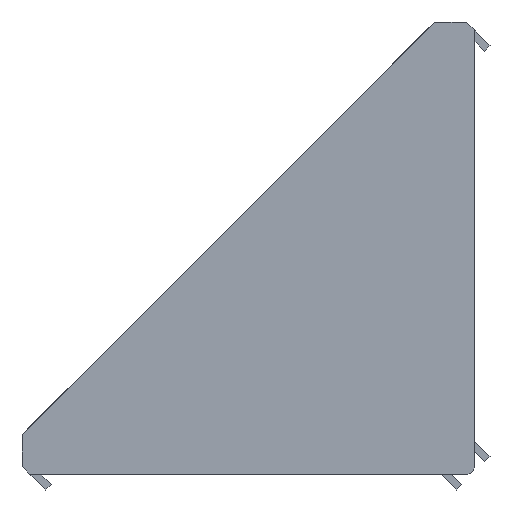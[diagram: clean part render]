
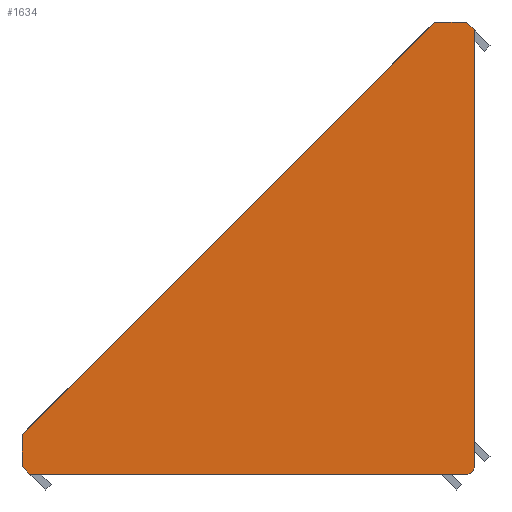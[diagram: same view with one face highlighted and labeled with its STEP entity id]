
A CAD part, left-side view. The second image highlights one B-rep face of the part: STEP entity #1634.
In plain terms, the highlighted planar face has unit normal (-1, 0, 0).
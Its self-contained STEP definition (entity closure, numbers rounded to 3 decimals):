
#32=CIRCLE('',#1760,1.);
#56=FACE_OUTER_BOUND('',#144,.T.);
#144=EDGE_LOOP('',(#1215,#1216,#1217,#1218,#1219,#1220,#1221,#1222));
#221=LINE('',#2271,#449);
#225=LINE('',#2280,#453);
#257=LINE('',#2357,#485);
#266=LINE('',#2373,#494);
#274=LINE('',#2387,#502);
#308=LINE('',#2453,#536);
#324=LINE('',#2483,#552);
#449=VECTOR('',#1852,1000.);
#453=VECTOR('',#1858,1000.);
#485=VECTOR('',#1908,1000.);
#494=VECTOR('',#1919,1000.);
#502=VECTOR('',#1931,1000.);
#536=VECTOR('',#1973,1000.);
#552=VECTOR('',#1993,1000.);
#677=VERTEX_POINT('',#2268);
#678=VERTEX_POINT('',#2270);
#681=VERTEX_POINT('',#2277);
#682=VERTEX_POINT('',#2279);
#709=VERTEX_POINT('',#2337);
#710=VERTEX_POINT('',#2339);
#717=VERTEX_POINT('',#2354);
#718=VERTEX_POINT('',#2356);
#833=EDGE_CURVE('',#677,#678,#221,.T.);
#837=EDGE_CURVE('',#681,#682,#225,.T.);
#865=EDGE_CURVE('',#709,#710,#32,.T.);
#873=EDGE_CURVE('',#717,#718,#257,.T.);
#882=EDGE_CURVE('',#718,#677,#266,.T.);
#890=EDGE_CURVE('',#678,#709,#274,.T.);
#926=EDGE_CURVE('',#710,#681,#308,.T.);
#942=EDGE_CURVE('',#682,#717,#324,.T.);
#1215=ORIENTED_EDGE('',*,*,#873,.F.);
#1216=ORIENTED_EDGE('',*,*,#942,.F.);
#1217=ORIENTED_EDGE('',*,*,#837,.F.);
#1218=ORIENTED_EDGE('',*,*,#926,.F.);
#1219=ORIENTED_EDGE('',*,*,#865,.F.);
#1220=ORIENTED_EDGE('',*,*,#890,.F.);
#1221=ORIENTED_EDGE('',*,*,#833,.F.);
#1222=ORIENTED_EDGE('',*,*,#882,.F.);
#1551=PLANE('',#1773);
#1634=ADVANCED_FACE('',(#56),#1551,.F.);
#1760=AXIS2_PLACEMENT_3D('',#2340,#1897,#1898);
#1773=AXIS2_PLACEMENT_3D('',#2496,#2004,#2005);
#1852=DIRECTION('',(0.,-0.707,-0.707));
#1858=DIRECTION('',(0.,0.707,0.707));
#1897=DIRECTION('center_axis',(1.,0.,0.));
#1898=DIRECTION('ref_axis',(0.,0.,-1.));
#1908=DIRECTION('',(0.,-0.707,0.707));
#1919=DIRECTION('',(0.,-1.,0.));
#1931=DIRECTION('',(0.,0.,-1.));
#1973=DIRECTION('',(0.,1.,0.));
#1993=DIRECTION('',(0.,0.,1.));
#2004=DIRECTION('center_axis',(1.,0.,0.));
#2005=DIRECTION('ref_axis',(0.,0.,-1.));
#2268=CARTESIAN_POINT('',(-14.,1.,57.));
#2270=CARTESIAN_POINT('',(-14.,0.,56.));
#2271=CARTESIAN_POINT('',(-14.,1.,57.));
#2277=CARTESIAN_POINT('',(-14.,56.,0.));
#2279=CARTESIAN_POINT('',(-14.,57.,1.));
#2280=CARTESIAN_POINT('',(-14.,56.,0.));
#2337=CARTESIAN_POINT('',(-14.,0.,1.));
#2339=CARTESIAN_POINT('',(-14.,1.,0.));
#2340=CARTESIAN_POINT('Origin',(-14.,1.,1.));
#2354=CARTESIAN_POINT('',(-14.,57.,5.));
#2356=CARTESIAN_POINT('',(-14.,5.,57.));
#2357=CARTESIAN_POINT('',(-14.,57.,5.));
#2373=CARTESIAN_POINT('',(-14.,5.,57.));
#2387=CARTESIAN_POINT('',(-14.,0.,56.));
#2453=CARTESIAN_POINT('',(-14.,1.,0.));
#2483=CARTESIAN_POINT('',(-14.,57.,1.));
#2496=CARTESIAN_POINT('Origin',(-14.,1.,1.));
